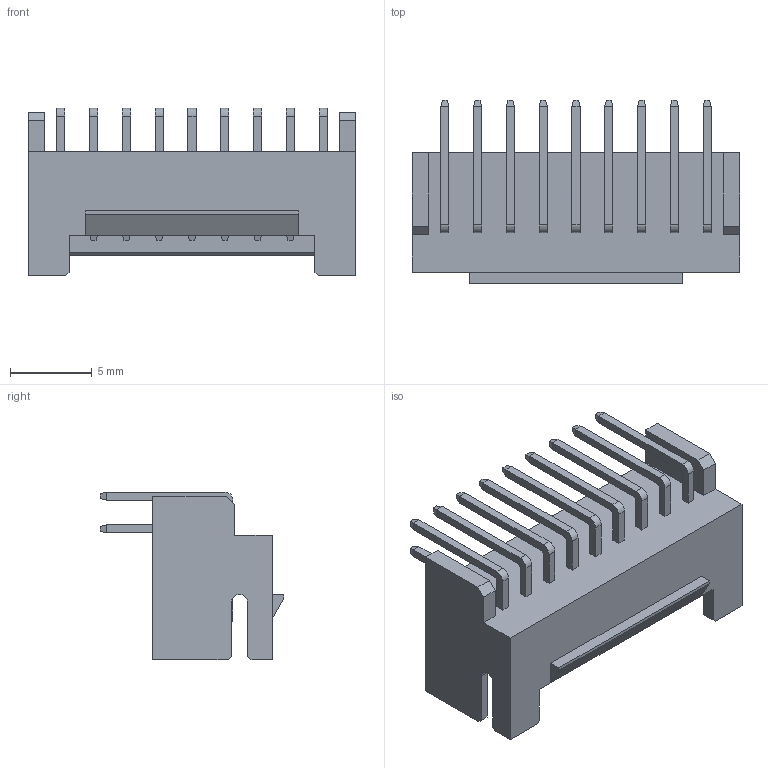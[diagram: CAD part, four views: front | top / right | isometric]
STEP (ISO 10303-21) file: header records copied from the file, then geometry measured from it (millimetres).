
FILE_DESCRIPTION (( 'STEP AP214' ), '1' );
FILE_NAME ('FWF20017-D18B22W5B-REF.STEP', '2025-05-27T10:30:49', ( '' ), ( '' ), 'SwSTEP 2.0', 'SolidWorks 2021', '' );
FILE_SCHEMA (( 'AUTOMOTIVE_DESIGN' ));
Length unit declared in the file: millimetre
Products named in the file (1): FWF20017-D18B22W5B-REF
Bounding box: 20 x 11.2 x 10.25 mm (x, y, z)
Volume: 443.7 mm3; surface area: 1410.3 mm2
Topology: 1 solids, 1 shells, 450 faces, 1076 edges, 664 vertices
Faces by surface type: plane 410, cylinder 40
Entity records: 12663 total; most frequent: CARTESIAN_POINT 2218, ORIENTED_EDGE 2152, DIRECTION 2049, EDGE_CURVE 1076, LINE 987, VECTOR 987, VERTEX_POINT 664, AXIS2_PLACEMENT_3D 531
